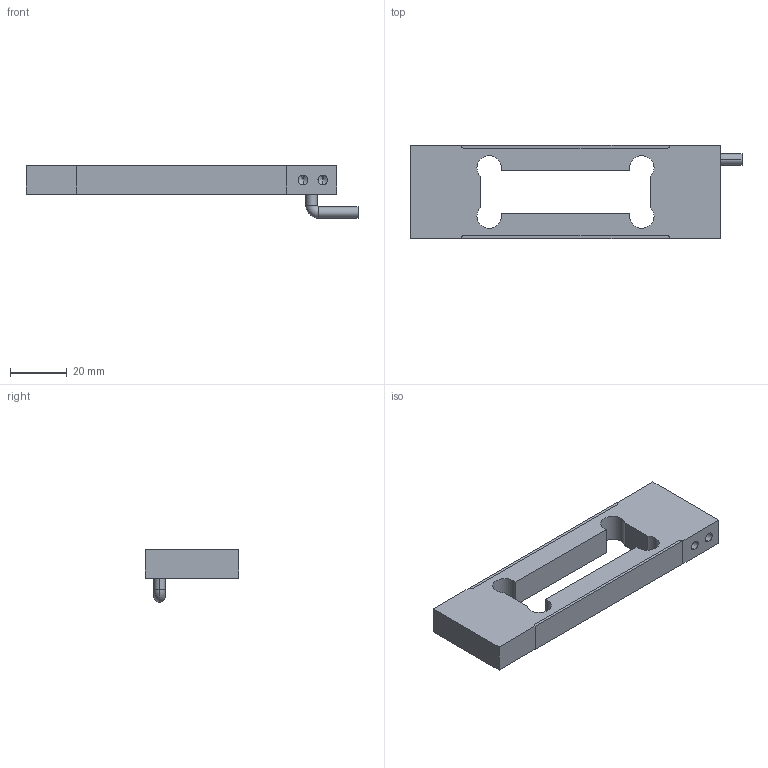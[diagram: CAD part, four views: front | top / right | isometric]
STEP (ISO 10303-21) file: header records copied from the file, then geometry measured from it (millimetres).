
FILE_DESCRIPTION(('STEP AP214'),'1');
FILE_NAME('PS014.stp','2020-05-04T09:09:28',('Alessio Stucchi'),('Pavone Sistemi srl'),'Spatial InterOp 3D',' ',' ');
FILE_SCHEMA(('AUTOMOTIVE_DESIGN { 1 0 10303 214 1 1 1 1 }'));
Length unit declared in the file: inch
Products named in the file (1): Silicone
Bounding box: 117.46 x 33 x 18.53 mm (x, y, z)
Volume: 25544.7 mm3; surface area: 13549.6 mm2
Topology: 3 solids, 3 shells, 65 faces, 162 edges, 100 vertices
Faces by surface type: cylinder 32, plane 23, cone 8, torus 2
Entity records: 2464 total; most frequent: DIRECTION 356, CARTESIAN_POINT 322, ORIENTED_EDGE 308, EDGE_CURVE 154, AXIS2_PLACEMENT_3D 134, VERTEX_POINT 100, LINE 88, VECTOR 88
